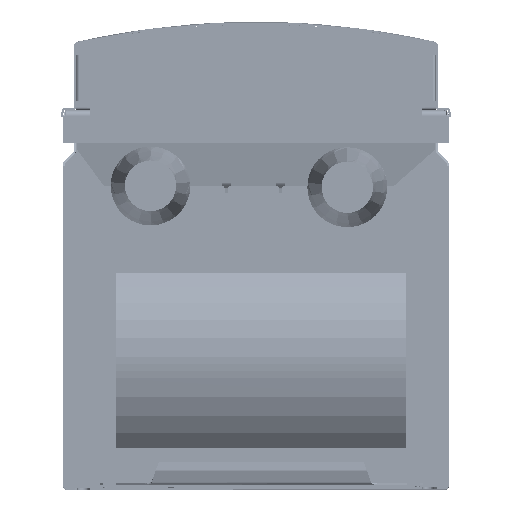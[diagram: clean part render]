
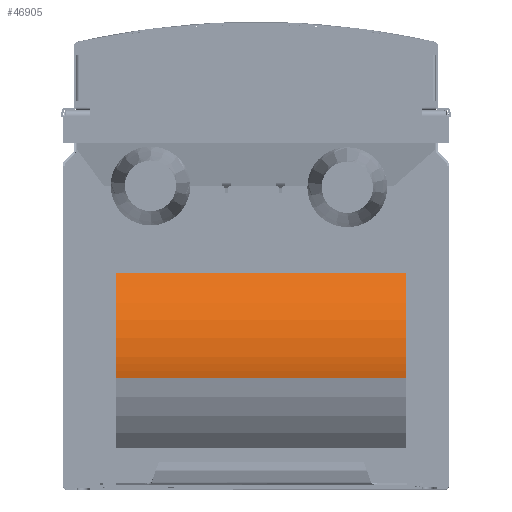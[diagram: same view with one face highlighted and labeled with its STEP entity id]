
A CAD part, front view. The second image highlights one B-rep face of the part: STEP entity #46905.
In plain terms, the highlighted cylindrical face has radius 83.5 mm (diameter 167 mm), a partial arc.
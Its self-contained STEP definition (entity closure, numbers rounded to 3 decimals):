
#23114=CARTESIAN_POINT('',(111.15,-291.316,96.194));
#23115=DIRECTION('',(-1.,0.,0.));
#23116=DIRECTION('',(0.,-0.982,-0.189));
#23117=AXIS2_PLACEMENT_3D('',#23114,#23115,#23116);
#23122=CARTESIAN_POINT('',(111.15,-291.316,96.194));
#23123=DIRECTION('',(-1.,0.,0.));
#23124=DIRECTION('',(0.,-1.,0.));
#23125=AXIS2_PLACEMENT_3D('',#23122,#23123,#23124);
#23137=DIRECTION('',(1.,0.,0.));
#23138=VECTOR('',#23137,215.);
#23139=CARTESIAN_POINT('',(-103.85,-373.305,80.38));
#23140=LINE('',#23139,#23138);
#23160=CARTESIAN_POINT('',(-103.85,-291.316,96.194));
#23161=DIRECTION('',(1.,0.,0.));
#23162=DIRECTION('',(0.,-0.674,0.739));
#23163=AXIS2_PLACEMENT_3D('',#23160,#23161,#23162);
#23168=CARTESIAN_POINT('',(-103.85,-291.316,96.194));
#23169=DIRECTION('',(1.,0.,0.));
#23170=DIRECTION('',(0.,-1.,0.));
#23171=AXIS2_PLACEMENT_3D('',#23168,#23169,#23170);
#23198=DIRECTION('',(1.,0.,0.));
#23199=VECTOR('',#23198,215.);
#23200=CARTESIAN_POINT('',(-103.85,-347.58,157.892));
#23201=LINE('',#23200,#23199);
#32367=CARTESIAN_POINT('',(111.15,-347.58,157.892));
#32368=VERTEX_POINT('',#32367);
#32369=CARTESIAN_POINT('',(-103.85,-347.58,157.892));
#32370=VERTEX_POINT('',#32369);
#34159=CARTESIAN_POINT('',(111.15,-373.308,80.396));
#34160=VERTEX_POINT('',#34159);
#34161=CARTESIAN_POINT('',(111.15,-374.816,96.194));
#34162=VERTEX_POINT('',#34161);
#34163=CARTESIAN_POINT('',(-103.85,-373.303,80.361));
#34164=VERTEX_POINT('',#34163);
#34167=CARTESIAN_POINT('',(-103.85,-374.816,96.194));
#34168=VERTEX_POINT('',#34167);
#46892=CARTESIAN_POINT('',(111.15,-291.316,96.194));
#46893=DIRECTION('',(-1.,0.,0.));
#46894=DIRECTION('',(0.,-1.,0.));
#46895=AXIS2_PLACEMENT_3D('',#46892,#46893,#46894);
#46896=CYLINDRICAL_SURFACE('',#46895,83.5);
#46897=ORIENTED_EDGE('',*,*,#37956,.T.);
#46898=ORIENTED_EDGE('',*,*,#46840,.F.);
#46899=ORIENTED_EDGE('',*,*,#46838,.F.);
#46900=ORIENTED_EDGE('',*,*,#46853,.F.);
#46901=ORIENTED_EDGE('',*,*,#46872,.F.);
#46902=ORIENTED_EDGE('',*,*,#46870,.F.);
#46903=EDGE_LOOP('',(#46897,#46898,#46899,#46900,#46901,#46902));
#46904=FACE_OUTER_BOUND('',#46903,.F.);
#46905=ADVANCED_FACE('',(#46904),#46896,.T.);
#23118=CIRCLE('',#23117,83.5);
#23126=CIRCLE('',#23125,83.5);
#23164=CIRCLE('',#23163,83.5);
#23172=CIRCLE('',#23171,83.5);
#37956=EDGE_CURVE('',#32370,#32368,#23201,.T.);
#46838=EDGE_CURVE('',#34160,#34162,#23118,.T.);
#46840=EDGE_CURVE('',#34162,#32368,#23126,.T.);
#46853=EDGE_CURVE('',#34164,#34160,#23140,.T.);
#46870=EDGE_CURVE('',#32370,#34168,#23164,.T.);
#46872=EDGE_CURVE('',#34168,#34164,#23172,.T.);
